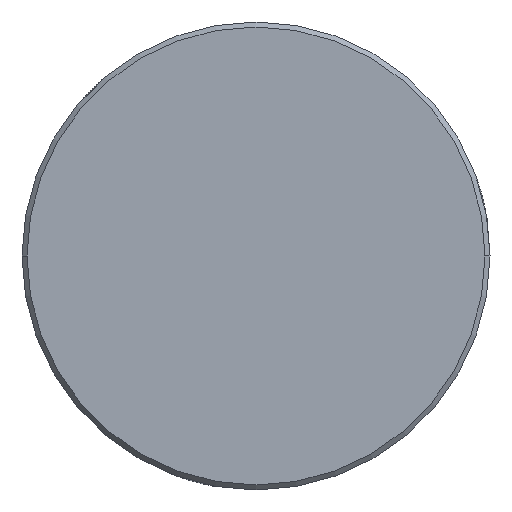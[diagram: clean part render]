
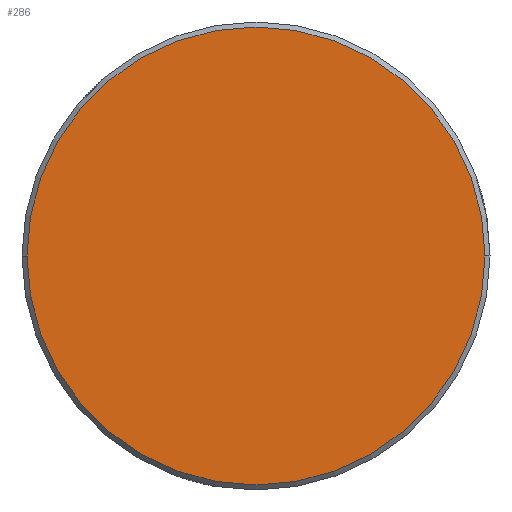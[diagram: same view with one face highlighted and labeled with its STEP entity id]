
A CAD part, left-side view. The second image highlights one B-rep face of the part: STEP entity #286.
In plain terms, the highlighted planar face has unit normal (-1, 0, 0).
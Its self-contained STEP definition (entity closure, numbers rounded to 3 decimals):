
#6 = CIRCLE ( 'NONE', #1027, 13.7 ) ;
#75 = PLANE ( 'NONE',  #303 ) ;
#193 = DIRECTION ( 'NONE',  ( -1., 0., 0. ) ) ;
#223 = DIRECTION ( 'NONE',  ( 0., 1., 0. ) ) ;
#286 = ADVANCED_FACE ( 'NONE', ( #343 ), #75, .T. ) ;
#293 = ORIENTED_EDGE ( 'NONE', *, *, #791, .T. ) ;
#301 = DIRECTION ( 'NONE',  ( -1., 0., 0. ) ) ;
#303 = AXIS2_PLACEMENT_3D ( 'NONE', #1105, #320, #582 ) ;
#320 = DIRECTION ( 'NONE',  ( -1., 0., 0. ) ) ;
#343 = FACE_OUTER_BOUND ( 'NONE', #869, .T. ) ;
#389 = CARTESIAN_POINT ( 'NONE',  ( -79.9, 0., 0. ) ) ;
#432 = VERTEX_POINT ( 'NONE', #942 ) ;
#452 = ORIENTED_EDGE ( 'NONE', *, *, #919, .T. ) ;
#582 = DIRECTION ( 'NONE',  ( 0., 0., 1. ) ) ;
#694 = CARTESIAN_POINT ( 'NONE',  ( -79.9, 13.7, 0. ) ) ;
#702 = VERTEX_POINT ( 'NONE', #694 ) ;
#721 = DIRECTION ( 'NONE',  ( 0., 1., 0. ) ) ;
#744 = CIRCLE ( 'NONE', #1119, 13.7 ) ;
#791 = EDGE_CURVE ( 'NONE', #432, #702, #6, .T. ) ;
#807 = CARTESIAN_POINT ( 'NONE',  ( -79.9, 0., 0. ) ) ;
#869 = EDGE_LOOP ( 'NONE', ( #452, #293 ) ) ;
#919 = EDGE_CURVE ( 'NONE', #702, #432, #744, .T. ) ;
#942 = CARTESIAN_POINT ( 'NONE',  ( -79.9, -13.7, 0. ) ) ;
#1027 = AXIS2_PLACEMENT_3D ( 'NONE', #807, #193, #721 ) ;
#1105 = CARTESIAN_POINT ( 'NONE',  ( -79.9, -13.864, -13.864 ) ) ;
#1119 = AXIS2_PLACEMENT_3D ( 'NONE', #389, #301, #223 ) ;
